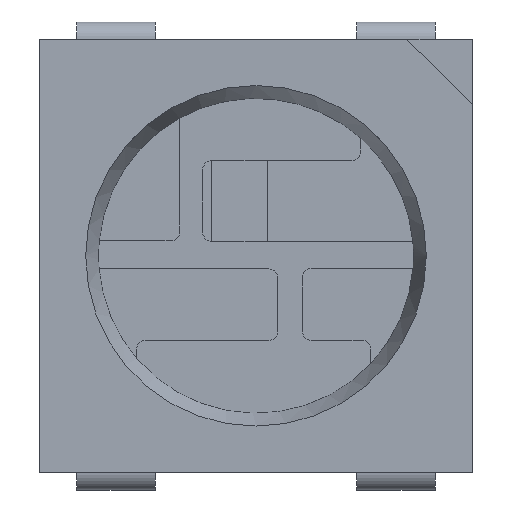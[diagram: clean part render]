
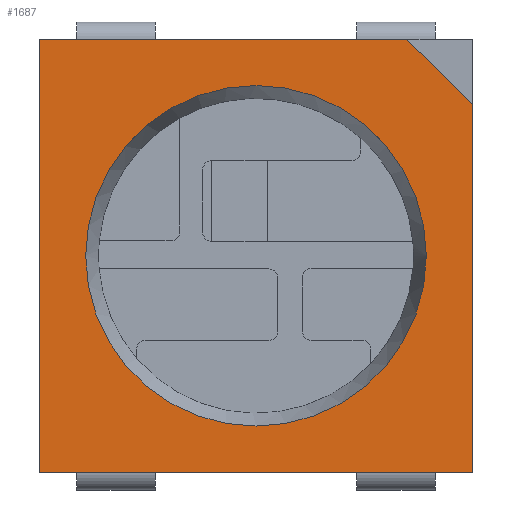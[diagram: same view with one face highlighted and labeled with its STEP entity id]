
A CAD part, top view. The second image highlights one B-rep face of the part: STEP entity #1687.
In plain terms, the highlighted planar face has unit normal (0, 0, 1).
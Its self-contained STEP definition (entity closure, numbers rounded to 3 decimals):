
#1570 = VERTEX_POINT('',#1571);
#1571 = CARTESIAN_POINT('',(2.475,-2.475,1.71));
#1577 = EDGE_CURVE('',#1570,#1578,#1580,.T.);
#1578 = VERTEX_POINT('',#1579);
#1579 = CARTESIAN_POINT('',(2.475,1.725,1.71));
#1580 = LINE('',#1581,#1582);
#1581 = CARTESIAN_POINT('',(2.475,-2.475,1.71));
#1582 = VECTOR('',#1583,1.);
#1583 = DIRECTION('',(0.,1.,0.));
#1602 = EDGE_CURVE('',#1578,#1603,#1605,.T.);
#1603 = VERTEX_POINT('',#1604);
#1604 = CARTESIAN_POINT('',(1.725,2.475,1.71));
#1605 = LINE('',#1606,#1607);
#1606 = CARTESIAN_POINT('',(2.475,1.725,1.71));
#1607 = VECTOR('',#1608,1.);
#1608 = DIRECTION('',(-0.707,0.707,0.));
#1626 = EDGE_CURVE('',#1603,#1627,#1629,.T.);
#1627 = VERTEX_POINT('',#1628);
#1628 = CARTESIAN_POINT('',(-2.474,2.475,1.71));
#1629 = LINE('',#1630,#1631);
#1630 = CARTESIAN_POINT('',(1.725,2.475,1.71));
#1631 = VECTOR('',#1632,1.);
#1632 = DIRECTION('',(-1.,0.,0.));
#1650 = EDGE_CURVE('',#1627,#1651,#1653,.T.);
#1651 = VERTEX_POINT('',#1652);
#1652 = CARTESIAN_POINT('',(-2.474,-2.475,1.71));
#1653 = LINE('',#1654,#1655);
#1654 = CARTESIAN_POINT('',(-2.474,2.475,1.71));
#1655 = VECTOR('',#1656,1.);
#1656 = DIRECTION('',(0.,-1.,0.));
#1675 = EDGE_CURVE('',#1651,#1570,#1676,.T.);
#1676 = LINE('',#1677,#1678);
#1677 = CARTESIAN_POINT('',(-2.474,-2.475,1.71));
#1678 = VECTOR('',#1679,1.);
#1679 = DIRECTION('',(1.,0.,0.));
#1687 = ADVANCED_FACE('',(#1688,#1695),#1706,.T.);
#1688 = FACE_BOUND('',#1689,.T.);
#1689 = EDGE_LOOP('',(#1690,#1691,#1692,#1693,#1694));
#1690 = ORIENTED_EDGE('',*,*,#1650,.T.);
#1691 = ORIENTED_EDGE('',*,*,#1675,.T.);
#1692 = ORIENTED_EDGE('',*,*,#1577,.T.);
#1693 = ORIENTED_EDGE('',*,*,#1602,.T.);
#1694 = ORIENTED_EDGE('',*,*,#1626,.T.);
#1695 = FACE_BOUND('',#1696,.T.);
#1696 = EDGE_LOOP('',(#1697));
#1697 = ORIENTED_EDGE('',*,*,#1698,.T.);
#1698 = EDGE_CURVE('',#1699,#1699,#1701,.T.);
#1699 = VERTEX_POINT('',#1700);
#1700 = CARTESIAN_POINT('',(1.947,0.,1.71));
#1701 = CIRCLE('',#1702,1.947);
#1702 = AXIS2_PLACEMENT_3D('',#1703,#1704,#1705);
#1703 = CARTESIAN_POINT('',(0.,0.,1.71));
#1704 = DIRECTION('',(0.,0.,-1.));
#1705 = DIRECTION('',(1.,0.,0.));
#1706 = PLANE('',#1707);
#1707 = AXIS2_PLACEMENT_3D('',#1708,#1709,#1710);
#1708 = CARTESIAN_POINT('',(-0.062,-0.062,1.71
    ));
#1709 = DIRECTION('',(0.,0.,1.));
#1710 = DIRECTION('',(1.,0.,0.));
